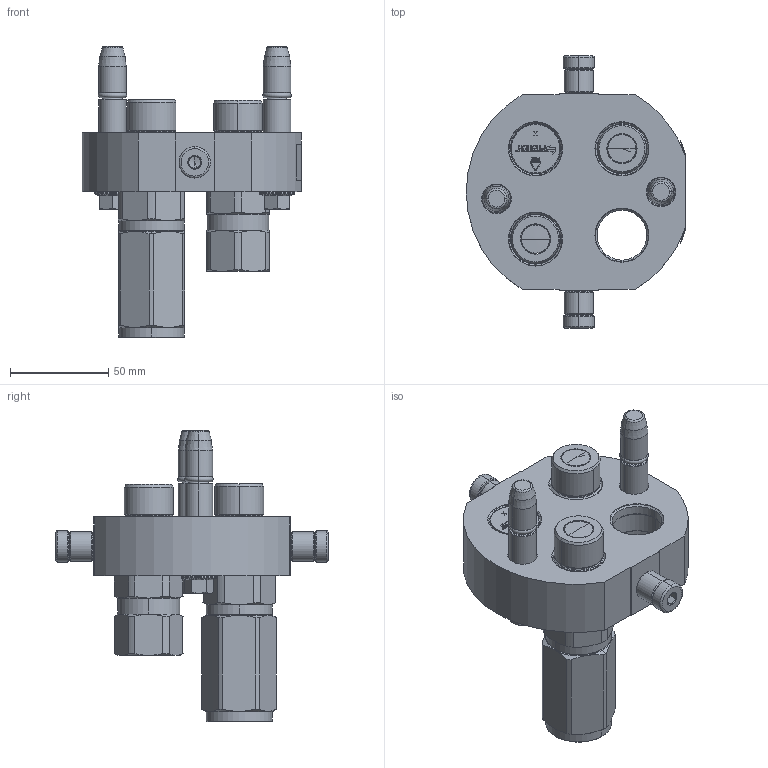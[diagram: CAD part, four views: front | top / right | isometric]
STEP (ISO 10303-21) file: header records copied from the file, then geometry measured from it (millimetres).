
FILE_DESCRIPTION (( 'STEP AP214' ), '1' );
FILE_NAME ('FASTER.step', '2021-03-12T04:15:56', ( '' ), ( '' ), 'SwSTEP 2.0', 'SolidWorks 2017', '' );
FILE_SCHEMA (( 'AUTOMOTIVE_DESIGN' ));
Length unit declared in the file: millimetre
Products named in the file (13): or2_62x9_19_m; 4830_021_0000_000; 1540_080_0008_000; et002_piegata; FASTER; 3ffnp12_gas_m; 4830_010_0000_022; 4830_028_1000_011; 2ffnp12-18g_m; TAPPO_12; P508_M_BASE; 4830_013_3000_030
Assembly tree (17 placements, depth 3):
  FASTER
    P508_M_BASE
      4830_010_0000_022
      4830_013_3000_030  x2
      4830_028_1000_011  x2
      4830_021_0000_000  x2
      1540_080_0008_000  x2
      or2_62x9_19_m  x2
    TAPPO_12
    3ffnp12_gas_m
      3ffnp12_gas_m
    2ffnp12-18g_m
    et002_piegata
Bounding box: 111.8 x 138.6 x 148.2 mm (x, y, z)
Volume: 50888.2 mm3; surface area: 108684.7 mm2
Topology: 9 solids, 35 shells, 1807 faces, 4790 edges, 3057 vertices
Faces by surface type: plane 965, cylinder 357, cone 298, torus 136, bspline 51
Entity records: 66381 total; most frequent: CARTESIAN_POINT 16002, ORIENTED_EDGE 8427, DIRECTION 8062, EDGE_CURVE 4396, LINE 2852, VECTOR 2852, VERTEX_POINT 2833, AXIS2_PLACEMENT_3D 2605
